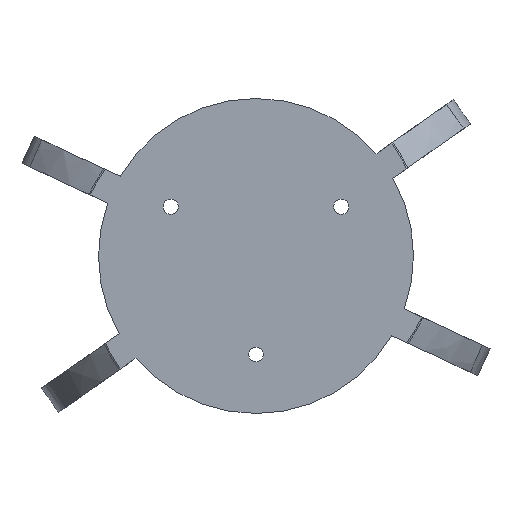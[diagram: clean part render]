
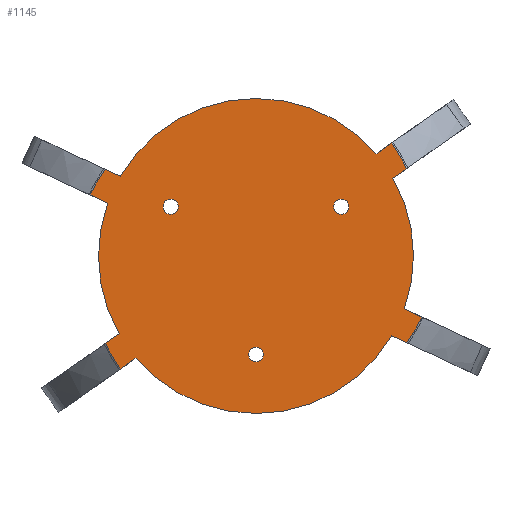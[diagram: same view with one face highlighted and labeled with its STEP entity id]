
A CAD part, front view. The second image highlights one B-rep face of the part: STEP entity #1145.
In plain terms, the highlighted planar face has unit normal (0, -1, 0).
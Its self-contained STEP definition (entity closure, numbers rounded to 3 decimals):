
#25=FACE_BOUND('',#320,.T.);
#26=FACE_BOUND('',#321,.T.);
#27=FACE_BOUND('',#322,.T.);
#42=CIRCLE('',#1188,35.73);
#44=CIRCLE('',#1192,35.719);
#45=CIRCLE('',#1194,35.756);
#46=CIRCLE('',#1197,35.767);
#47=CIRCLE('',#1199,32.);
#48=CIRCLE('',#1200,32.);
#49=CIRCLE('',#1201,32.);
#50=CIRCLE('',#1202,32.);
#51=CIRCLE('',#1203,1.55);
#52=CIRCLE('',#1204,1.505);
#53=CIRCLE('',#1205,1.55);
#94=LINE('',#1603,#148);
#101=LINE('',#1793,#155);
#107=LINE('',#2087,#161);
#114=LINE('',#2266,#168);
#119=LINE('',#2526,#173);
#124=LINE('',#2854,#178);
#130=LINE('',#2937,#184);
#135=LINE('',#3040,#189);
#148=VECTOR('',#1254,10.);
#155=VECTOR('',#1265,10.);
#161=VECTOR('',#1275,10.);
#168=VECTOR('',#1286,10.);
#173=VECTOR('',#1297,10.);
#178=VECTOR('',#1308,10.);
#184=VECTOR('',#1320,10.);
#189=VECTOR('',#1337,10.);
#210=PLANE('',#1198);
#256=FACE_OUTER_BOUND('',#319,.T.);
#319=EDGE_LOOP('',(#960,#961,#962,#963,#964,#965,#966,#967,#968,#969,#970,
#971,#972,#973,#974,#975));
#320=EDGE_LOOP('',(#976));
#321=EDGE_LOOP('',(#977));
#322=EDGE_LOOP('',(#978));
#451=VERTEX_POINT('',#1600);
#452=VERTEX_POINT('',#1602);
#467=VERTEX_POINT('',#1790);
#468=VERTEX_POINT('',#1792);
#486=VERTEX_POINT('',#2084);
#487=VERTEX_POINT('',#2086);
#499=VERTEX_POINT('',#2263);
#500=VERTEX_POINT('',#2265);
#516=VERTEX_POINT('',#2523);
#517=VERTEX_POINT('',#2525);
#531=VERTEX_POINT('',#2851);
#532=VERTEX_POINT('',#2853);
#536=VERTEX_POINT('',#2931);
#537=VERTEX_POINT('',#2936);
#541=VERTEX_POINT('',#3034);
#542=VERTEX_POINT('',#3039);
#546=VERTEX_POINT('',#3071);
#547=VERTEX_POINT('',#3073);
#548=VERTEX_POINT('',#3075);
#573=EDGE_CURVE('',#452,#451,#94,.T.);
#591=EDGE_CURVE('',#468,#467,#101,.T.);
#612=EDGE_CURVE('',#487,#486,#107,.T.);
#627=EDGE_CURVE('',#500,#499,#114,.T.);
#652=EDGE_CURVE('',#516,#517,#119,.T.);
#675=EDGE_CURVE('',#532,#531,#124,.T.);
#685=EDGE_CURVE('',#536,#468,#42,.T.);
#687=EDGE_CURVE('',#536,#537,#130,.T.);
#693=EDGE_CURVE('',#516,#452,#44,.T.);
#695=EDGE_CURVE('',#541,#500,#45,.T.);
#697=EDGE_CURVE('',#541,#542,#135,.T.);
#702=EDGE_CURVE('',#486,#532,#46,.T.);
#703=EDGE_CURVE('',#467,#517,#47,.T.);
#704=EDGE_CURVE('',#451,#542,#48,.T.);
#705=EDGE_CURVE('',#499,#487,#49,.T.);
#706=EDGE_CURVE('',#531,#537,#50,.T.);
#707=EDGE_CURVE('',#546,#546,#51,.T.);
#708=EDGE_CURVE('',#547,#547,#52,.T.);
#709=EDGE_CURVE('',#548,#548,#53,.T.);
#960=ORIENTED_EDGE('',*,*,#685,.T.);
#961=ORIENTED_EDGE('',*,*,#591,.T.);
#962=ORIENTED_EDGE('',*,*,#703,.T.);
#963=ORIENTED_EDGE('',*,*,#652,.F.);
#964=ORIENTED_EDGE('',*,*,#693,.T.);
#965=ORIENTED_EDGE('',*,*,#573,.T.);
#966=ORIENTED_EDGE('',*,*,#704,.T.);
#967=ORIENTED_EDGE('',*,*,#697,.F.);
#968=ORIENTED_EDGE('',*,*,#695,.T.);
#969=ORIENTED_EDGE('',*,*,#627,.T.);
#970=ORIENTED_EDGE('',*,*,#705,.T.);
#971=ORIENTED_EDGE('',*,*,#612,.T.);
#972=ORIENTED_EDGE('',*,*,#702,.T.);
#973=ORIENTED_EDGE('',*,*,#675,.T.);
#974=ORIENTED_EDGE('',*,*,#706,.T.);
#975=ORIENTED_EDGE('',*,*,#687,.F.);
#976=ORIENTED_EDGE('',*,*,#707,.F.);
#977=ORIENTED_EDGE('',*,*,#708,.F.);
#978=ORIENTED_EDGE('',*,*,#709,.F.);
#1145=ADVANCED_FACE('',(#256,#25,#26,#27),#210,.T.);
#1188=AXIS2_PLACEMENT_3D('',#2933,#1315,#1316);
#1192=AXIS2_PLACEMENT_3D('',#3032,#1327,#1328);
#1194=AXIS2_PLACEMENT_3D('',#3036,#1332,#1333);
#1197=AXIS2_PLACEMENT_3D('',#3065,#1342,#1343);
#1198=AXIS2_PLACEMENT_3D('',#3066,#1344,#1345);
#1199=AXIS2_PLACEMENT_3D('',#3067,#1346,#1347);
#1200=AXIS2_PLACEMENT_3D('',#3068,#1348,#1349);
#1201=AXIS2_PLACEMENT_3D('',#3069,#1350,#1351);
#1202=AXIS2_PLACEMENT_3D('',#3070,#1352,#1353);
#1203=AXIS2_PLACEMENT_3D('',#3072,#1354,#1355);
#1204=AXIS2_PLACEMENT_3D('',#3074,#1356,#1357);
#1205=AXIS2_PLACEMENT_3D('',#3076,#1358,#1359);
#1254=DIRECTION('',(0.819,0.,0.574));
#1265=DIRECTION('',(0.906,0.,-0.423));
#1275=DIRECTION('',(0.819,0.,0.574));
#1286=DIRECTION('',(-0.906,0.,0.423));
#1297=DIRECTION('',(0.819,0.,0.574));
#1308=DIRECTION('',(-0.819,0.,-0.574));
#1315=DIRECTION('center_axis',(0.,-1.,0.));
#1316=DIRECTION('ref_axis',(-0.906,0.,0.423));
#1320=DIRECTION('',(0.906,0.,-0.423));
#1327=DIRECTION('center_axis',(0.,-1.,0.));
#1328=DIRECTION('ref_axis',(-0.819,0.,-0.574));
#1332=DIRECTION('center_axis',(0.,-1.,0.));
#1333=DIRECTION('ref_axis',(0.906,0.,-0.423));
#1337=DIRECTION('',(-0.906,0.,0.423));
#1342=DIRECTION('center_axis',(0.,-1.,0.));
#1343=DIRECTION('ref_axis',(0.819,0.,0.574));
#1344=DIRECTION('center_axis',(0.,-1.,0.));
#1345=DIRECTION('ref_axis',(1.,0.,0.));
#1346=DIRECTION('center_axis',(0.,-1.,0.));
#1347=DIRECTION('ref_axis',(-1.,0.,0.));
#1348=DIRECTION('center_axis',(0.,-1.,0.));
#1349=DIRECTION('ref_axis',(-1.,0.,0.));
#1350=DIRECTION('center_axis',(0.,-1.,0.));
#1351=DIRECTION('ref_axis',(-1.,0.,0.));
#1352=DIRECTION('center_axis',(0.,-1.,0.));
#1353=DIRECTION('ref_axis',(-1.,0.,0.));
#1354=DIRECTION('center_axis',(0.,-1.,0.));
#1355=DIRECTION('ref_axis',(1.,0.,0.));
#1356=DIRECTION('center_axis',(0.,-1.,0.));
#1357=DIRECTION('ref_axis',(1.,0.,0.));
#1358=DIRECTION('center_axis',(0.,-1.,0.));
#1359=DIRECTION('ref_axis',(1.,0.,0.));
#1600=CARTESIAN_POINT('',(-24.356,-15.,-20.718));
#1602=CARTESIAN_POINT('',(-27.538,-15.,-22.946));
#1603=CARTESIAN_POINT('',(-37.828,-15.,-30.151));
#1790=CARTESIAN_POINT('',(-30.122,-15.,10.758));
#1792=CARTESIAN_POINT('',(-33.642,-15.,12.4));
#1793=CARTESIAN_POINT('',(-45.026,-15.,17.709));
#2084=CARTESIAN_POINT('',(30.605,-15.,17.766));
#2086=CARTESIAN_POINT('',(27.838,-15.,15.829));
#2087=CARTESIAN_POINT('',(27.838,-15.,15.829));
#2263=CARTESIAN_POINT('',(30.162,-15.,-10.732));
#2265=CARTESIAN_POINT('',(33.682,-15.,-12.373));
#2266=CARTESIAN_POINT('',(45.067,-15.,-17.682));
#2523=CARTESIAN_POINT('',(-30.563,-15.,-17.739));
#2525=CARTESIAN_POINT('',(-27.798,-15.,-15.803));
#2526=CARTESIAN_POINT('',(-41.269,-15.,-25.236));
#2851=CARTESIAN_POINT('',(24.397,-15.,20.744));
#2853=CARTESIAN_POINT('',(27.578,-15.,22.972));
#2854=CARTESIAN_POINT('',(27.259,-15.,22.748));
#2931=CARTESIAN_POINT('',(-30.646,-15.,17.623));
#2933=CARTESIAN_POINT('Origin',(-1.259,-15.,-2.7));
#2936=CARTESIAN_POINT('',(-27.586,-15.,16.196));
#2937=CARTESIAN_POINT('',(-42.49,-15.,23.146));
#3032=CARTESIAN_POINT('Origin',(1.721,-15.,-2.458));
#3034=CARTESIAN_POINT('',(30.687,-15.,-17.597));
#3036=CARTESIAN_POINT('Origin',(1.277,-15.,2.738));
#3039=CARTESIAN_POINT('',(27.627,-15.,-16.17));
#3040=CARTESIAN_POINT('',(42.531,-15.,-23.12));
#3065=CARTESIAN_POINT('Origin',(-1.72,-15.,2.457));
#3066=CARTESIAN_POINT('Origin',(0.02,-15.,0.013));
#3067=CARTESIAN_POINT('Origin',(0.02,-15.,0.013));
#3068=CARTESIAN_POINT('Origin',(0.02,-15.,0.013));
#3069=CARTESIAN_POINT('Origin',(0.02,-15.,0.013));
#3070=CARTESIAN_POINT('Origin',(0.02,-15.,0.013));
#3071=CARTESIAN_POINT('',(15.791,-15.,10.013));
#3072=CARTESIAN_POINT('Origin',(17.341,-15.,10.013));
#3073=CARTESIAN_POINT('',(-1.485,-15.,-19.987));
#3074=CARTESIAN_POINT('Origin',(0.02,-15.,-19.987));
#3075=CARTESIAN_POINT('',(-18.85,-15.,10.013));
#3076=CARTESIAN_POINT('Origin',(-17.3,-15.,10.013));
